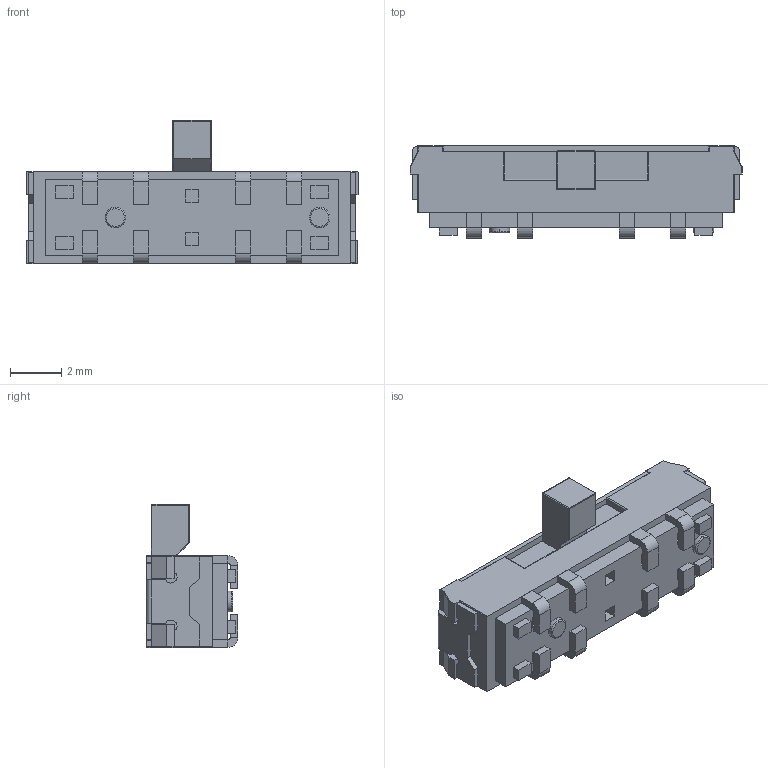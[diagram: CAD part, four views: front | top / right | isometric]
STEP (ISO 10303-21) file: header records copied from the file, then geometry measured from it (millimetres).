
FILE_DESCRIPTION (( 'STEP AP214' ), '1' );
FILE_NAME ('JS203011JAQN.STEP', '2021-11-12T17:59:12', ( '' ), ( '' ), 'SwSTEP 2.0', 'SolidWorks 2017', '' );
FILE_SCHEMA (( 'AUTOMOTIVE_DESIGN' ));
Length unit declared in the file: millimetre
Products named in the file (1): JS203011JAQN
Bounding box: 13 x 3.6 x 5.6 mm (x, y, z)
Volume: 138.1 mm3; surface area: 372.2 mm2
Topology: 10 solids, 10 shells, 378 faces, 895 edges, 546 vertices
Faces by surface type: plane 280, cylinder 88, torus 4, sphere 4, bspline 2
Entity records: 10678 total; most frequent: CARTESIAN_POINT 1950, ORIENTED_EDGE 1778, DIRECTION 1729, EDGE_CURVE 889, LINE 735, VECTOR 735, VERTEX_POINT 546, AXIS2_PLACEMENT_3D 497
